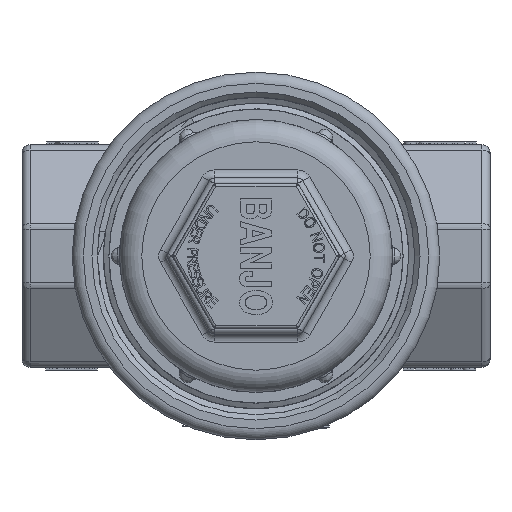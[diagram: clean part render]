
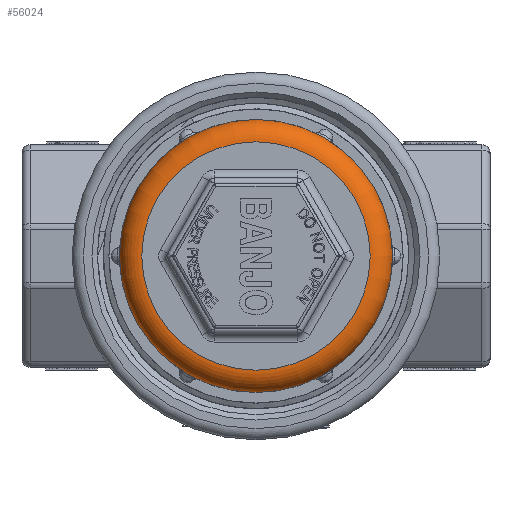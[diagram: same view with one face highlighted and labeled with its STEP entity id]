
A CAD part, front view. The second image highlights one B-rep face of the part: STEP entity #56024.
In plain terms, the highlighted toroidal (fillet/blend) face has major radius 32.544 mm and minor radius 6.35 mm.
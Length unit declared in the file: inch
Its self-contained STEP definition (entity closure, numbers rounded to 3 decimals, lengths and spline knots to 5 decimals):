
#171=TOROIDAL_SURFACE('',#59257,1.28125,0.25);
#4058=CIRCLE('',#59121,1.28125);
#4059=CIRCLE('',#59122,1.28125);
#4121=CIRCLE('',#59229,1.53125);
#4122=CIRCLE('',#59230,1.53125);
#4123=CIRCLE('',#59231,1.53125);
#4137=CIRCLE('',#59258,0.25);
#6303=FACE_OUTER_BOUND('',#9535,.T.);
#9535=EDGE_LOOP('',(#42178,#42179,#42180,#42181,#42182,#42183,#42184));
#23814=VERTEX_POINT('',#85928);
#23815=VERTEX_POINT('',#85929);
#23878=VERTEX_POINT('',#87962);
#23879=VERTEX_POINT('',#87964);
#23880=VERTEX_POINT('',#87966);
#30341=EDGE_CURVE('',#23814,#23815,#4058,.T.);
#30342=EDGE_CURVE('',#23815,#23814,#4059,.T.);
#30463=EDGE_CURVE('',#23878,#23879,#4121,.T.);
#30464=EDGE_CURVE('',#23879,#23880,#4122,.T.);
#30465=EDGE_CURVE('',#23880,#23878,#4123,.T.);
#30516=EDGE_CURVE('',#23879,#23815,#4137,.T.);
#42178=ORIENTED_EDGE('',*,*,#30465,.F.);
#42179=ORIENTED_EDGE('',*,*,#30464,.F.);
#42180=ORIENTED_EDGE('',*,*,#30516,.T.);
#42181=ORIENTED_EDGE('',*,*,#30342,.T.);
#42182=ORIENTED_EDGE('',*,*,#30341,.T.);
#42183=ORIENTED_EDGE('',*,*,#30516,.F.);
#42184=ORIENTED_EDGE('',*,*,#30463,.F.);
#56024=ADVANCED_FACE('',(#6303),#171,.T.);
#59121=AXIS2_PLACEMENT_3D('',#85930,#65401,#65402);
#59122=AXIS2_PLACEMENT_3D('',#85931,#65403,#65404);
#59229=AXIS2_PLACEMENT_3D('',#87965,#65659,#65660);
#59230=AXIS2_PLACEMENT_3D('',#87967,#65661,#65662);
#59231=AXIS2_PLACEMENT_3D('',#87968,#65663,#65664);
#59257=AXIS2_PLACEMENT_3D('',#90869,#65720,#65721);
#59258=AXIS2_PLACEMENT_3D('',#90870,#65722,#65723);
#65401=DIRECTION('center_axis',(0.,1.,0.));
#65402=DIRECTION('ref_axis',(-1.,0.,0.));
#65403=DIRECTION('center_axis',(0.,1.,0.));
#65404=DIRECTION('ref_axis',(-1.,0.,0.));
#65659=DIRECTION('center_axis',(0.,1.,0.));
#65660=DIRECTION('ref_axis',(-1.,0.,0.));
#65661=DIRECTION('center_axis',(0.,1.,0.));
#65662=DIRECTION('ref_axis',(-1.,0.,0.));
#65663=DIRECTION('center_axis',(0.,1.,0.));
#65664=DIRECTION('ref_axis',(-1.,0.,0.));
#65720=DIRECTION('center_axis',(0.,1.,0.));
#65721=DIRECTION('ref_axis',(0.,0.,1.));
#65722=DIRECTION('center_axis',(-1.,0.,0.));
#65723=DIRECTION('ref_axis',(0.,0.,-1.));
#85928=CARTESIAN_POINT('',(-1.28125,-6.785,0.));
#85929=CARTESIAN_POINT('',(0.,-6.785,-1.28125));
#85930=CARTESIAN_POINT('Origin',(0.,-6.785,0.));
#85931=CARTESIAN_POINT('Origin',(0.,-6.785,0.));
#87962=CARTESIAN_POINT('',(1.53125,-6.535,0.));
#87964=CARTESIAN_POINT('',(0.,-6.535,-1.53125));
#87965=CARTESIAN_POINT('Origin',(0.,-6.535,0.));
#87966=CARTESIAN_POINT('',(-1.53125,-6.535,0.));
#87967=CARTESIAN_POINT('Origin',(0.,-6.535,0.));
#87968=CARTESIAN_POINT('Origin',(0.,-6.535,0.));
#90869=CARTESIAN_POINT('Origin',(0.,-6.535,0.));
#90870=CARTESIAN_POINT('Origin',(0.,-6.535,-1.28125));
